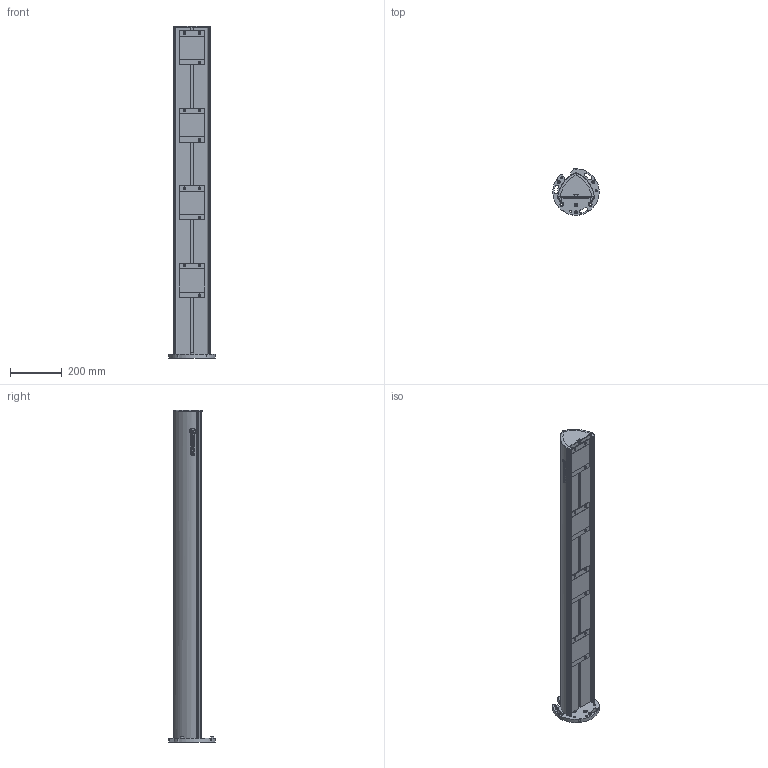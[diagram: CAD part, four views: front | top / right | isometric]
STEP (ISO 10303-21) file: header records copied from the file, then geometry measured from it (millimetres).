
FILE_DESCRIPTION(('OneSpaceDesigner STEP Export'),'2;1');
FILE_NAME('YXC_1285_M24.stp','2018-08-13T11:41:43',('SICK AG'),('SICK AG'),'Creo Elements/Direct Modeling STEP processor for AP214 (Solid Model)','Creo Elements/Direct Modeling 18.1B 29-Sep-2012 (C) Parametric Technology GmbH','');
FILE_SCHEMA(('AUTOMOTIVE_DESIGN { 1 0 10303 214 1 1 1 1 }'));
Length unit declared in the file: millimetre
Products named in the file (1): YXC_1285_M24
Bounding box: 179.47 x 179.63 x 1284 mm (x, y, z)
Volume: 11869858.7 mm3; surface area: 786367.9 mm2
Topology: 1 solids, 1 shells, 439 faces, 1167 edges, 783 vertices
Faces by surface type: plane 285, cylinder 116, sphere 26, extrusion 8, revolution 4
Entity records: 23032 total; most frequent: CARTESIAN_POINT 8644, ORIENTED_EDGE 2330, DIRECTION 2124, EDGE_CURVE 1165, VERTEX_POINT 783, VECTOR 744, LINE 732, AXIS2_PLACEMENT_3D 688
